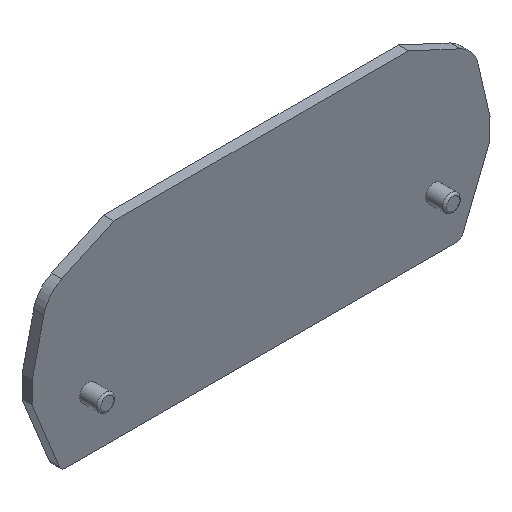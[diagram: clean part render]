
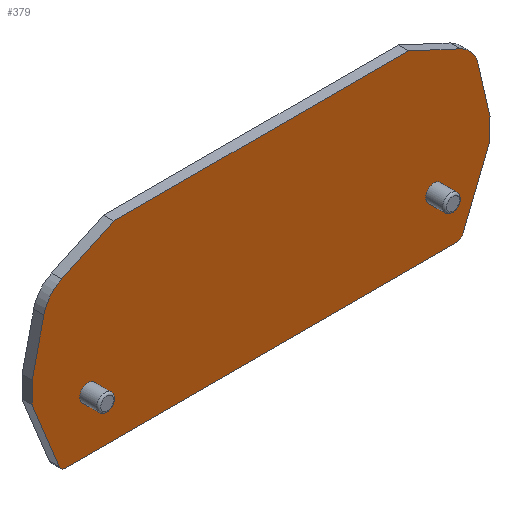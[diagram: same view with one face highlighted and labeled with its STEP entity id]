
A CAD part, isometric view. The second image highlights one B-rep face of the part: STEP entity #379.
In plain terms, the highlighted planar face has unit normal (0, -1, 0).
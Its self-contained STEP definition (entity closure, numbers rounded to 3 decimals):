
#42=LINE('',#560,#76);
#44=LINE('',#564,#78);
#47=LINE('',#572,#81);
#49=LINE('',#576,#83);
#51=LINE('',#580,#85);
#54=LINE('',#588,#88);
#56=LINE('',#592,#90);
#58=LINE('',#596,#92);
#61=LINE('',#604,#95);
#63=LINE('',#610,#97);
#76=VECTOR('',#451,1000.);
#78=VECTOR('',#455,1000.);
#81=VECTOR('',#464,1000.);
#83=VECTOR('',#468,1000.);
#85=VECTOR('',#472,1000.);
#88=VECTOR('',#481,1000.);
#90=VECTOR('',#485,1000.);
#92=VECTOR('',#489,1000.);
#95=VECTOR('',#498,1000.);
#97=VECTOR('',#506,1000.);
#178=ORIENTED_EDGE('',*,*,#213,.F.);
#179=ORIENTED_EDGE('',*,*,#212,.F.);
#180=ORIENTED_EDGE('',*,*,#210,.F.);
#181=ORIENTED_EDGE('',*,*,#235,.F.);
#182=ORIENTED_EDGE('',*,*,#233,.F.);
#183=ORIENTED_EDGE('',*,*,#232,.F.);
#184=ORIENTED_EDGE('',*,*,#229,.F.);
#185=ORIENTED_EDGE('',*,*,#228,.F.);
#186=ORIENTED_EDGE('',*,*,#226,.F.);
#187=ORIENTED_EDGE('',*,*,#224,.F.);
#188=ORIENTED_EDGE('',*,*,#221,.F.);
#189=ORIENTED_EDGE('',*,*,#220,.F.);
#190=ORIENTED_EDGE('',*,*,#218,.F.);
#191=ORIENTED_EDGE('',*,*,#216,.F.);
#192=ORIENTED_EDGE('',*,*,#240,.T.);
#193=ORIENTED_EDGE('',*,*,#241,.T.);
#210=EDGE_CURVE('',#257,#256,#42,.T.);
#212=EDGE_CURVE('',#256,#258,#44,.T.);
#213=EDGE_CURVE('',#258,#259,#280,.T.);
#216=EDGE_CURVE('',#259,#260,#47,.T.);
#218=EDGE_CURVE('',#260,#261,#49,.T.);
#220=EDGE_CURVE('',#261,#262,#51,.T.);
#221=EDGE_CURVE('',#262,#263,#281,.T.);
#224=EDGE_CURVE('',#263,#264,#54,.T.);
#226=EDGE_CURVE('',#264,#265,#56,.T.);
#228=EDGE_CURVE('',#265,#266,#58,.T.);
#229=EDGE_CURVE('',#266,#267,#282,.T.);
#232=EDGE_CURVE('',#267,#268,#61,.T.);
#233=EDGE_CURVE('',#268,#269,#283,.T.);
#235=EDGE_CURVE('',#269,#257,#63,.T.);
#240=EDGE_CURVE('',#274,#274,#286,.T.);
#241=EDGE_CURVE('',#275,#275,#287,.T.);
#256=VERTEX_POINT('',#557);
#257=VERTEX_POINT('',#559);
#258=VERTEX_POINT('',#563);
#259=VERTEX_POINT('',#567);
#260=VERTEX_POINT('',#571);
#261=VERTEX_POINT('',#575);
#262=VERTEX_POINT('',#579);
#263=VERTEX_POINT('',#583);
#264=VERTEX_POINT('',#587);
#265=VERTEX_POINT('',#591);
#266=VERTEX_POINT('',#595);
#267=VERTEX_POINT('',#599);
#268=VERTEX_POINT('',#603);
#269=VERTEX_POINT('',#607);
#274=VERTEX_POINT('',#753);
#275=VERTEX_POINT('',#756);
#280=CIRCLE('',#401,4.8);
#281=CIRCLE('',#406,4.8);
#282=CIRCLE('',#411,1.);
#283=CIRCLE('',#414,1.);
#286=CIRCLE('',#421,1.25);
#287=CIRCLE('',#423,1.25);
#313=EDGE_LOOP('',(#178,#179,#180,#181,#182,#183,#184,#185,#186,#187,#188,
#189,#190,#191));
#314=EDGE_LOOP('',(#192));
#315=EDGE_LOOP('',(#193));
#341=FACE_BOUND('',#313,.T.);
#342=FACE_BOUND('',#314,.T.);
#343=FACE_BOUND('',#315,.T.);
#357=PLANE('',#424);
#379=ADVANCED_FACE('',(#341,#342,#343),#357,.F.);
#401=AXIS2_PLACEMENT_3D('',#566,#458,#459);
#406=AXIS2_PLACEMENT_3D('',#582,#475,#476);
#411=AXIS2_PLACEMENT_3D('',#598,#492,#493);
#414=AXIS2_PLACEMENT_3D('',#606,#501,#502);
#421=AXIS2_PLACEMENT_3D('',#752,#517,#518);
#423=AXIS2_PLACEMENT_3D('',#755,#521,#522);
#424=AXIS2_PLACEMENT_3D('',#757,#523,#524);
#451=DIRECTION('',(0.,0.,1.));
#455=DIRECTION('',(0.225,0.,0.974));
#458=DIRECTION('',(0.,1.,0.));
#459=DIRECTION('',(0.,0.,1.));
#464=DIRECTION('',(0.906,0.,0.423));
#468=DIRECTION('',(1.,0.,0.));
#472=DIRECTION('',(0.906,0.,-0.423));
#475=DIRECTION('',(0.,1.,0.));
#476=DIRECTION('',(0.,0.,1.));
#481=DIRECTION('',(0.225,0.,-0.974));
#485=DIRECTION('',(0.,0.,-1.));
#489=DIRECTION('',(-0.375,0.,-0.927));
#492=DIRECTION('',(0.,1.,0.));
#493=DIRECTION('',(0.,0.,1.));
#498=DIRECTION('',(-1.,0.,0.));
#501=DIRECTION('',(0.,1.,0.));
#502=DIRECTION('',(0.,0.,1.));
#506=DIRECTION('',(-0.375,0.,0.927));
#517=DIRECTION('',(0.,1.,0.));
#518=DIRECTION('',(0.,0.,1.));
#521=DIRECTION('',(0.,1.,0.));
#522=DIRECTION('',(0.,0.,1.));
#523=DIRECTION('',(0.,1.,0.));
#524=DIRECTION('',(0.,0.,1.));
#557=CARTESIAN_POINT('',(-33.75,0.,5.265));
#559=CARTESIAN_POINT('',(-33.75,0.,2.116));
#560=CARTESIAN_POINT('',(-33.75,0.,2.116));
#563=CARTESIAN_POINT('',(-32.017,0.,12.772));
#564=CARTESIAN_POINT('',(-33.75,0.,5.265));
#566=CARTESIAN_POINT('',(-27.34,0.,11.692));
#567=CARTESIAN_POINT('',(-29.369,0.,16.043));
#571=CARTESIAN_POINT('',(-21.74,0.,19.6));
#572=CARTESIAN_POINT('',(-29.369,0.,16.043));
#575=CARTESIAN_POINT('',(21.74,0.,19.6));
#576=CARTESIAN_POINT('',(-21.74,0.,19.6));
#579=CARTESIAN_POINT('',(29.369,0.,16.043));
#580=CARTESIAN_POINT('',(21.74,0.,19.6));
#582=CARTESIAN_POINT('',(27.34,0.,11.692));
#583=CARTESIAN_POINT('',(32.017,0.,12.772));
#587=CARTESIAN_POINT('',(33.75,0.,5.265));
#588=CARTESIAN_POINT('',(32.017,0.,12.772));
#591=CARTESIAN_POINT('',(33.75,0.,2.116));
#592=CARTESIAN_POINT('',(33.75,0.,5.265));
#595=CARTESIAN_POINT('',(29.754,0.,-7.775));
#596=CARTESIAN_POINT('',(33.75,0.,2.116));
#598=CARTESIAN_POINT('',(28.827,0.,-7.4));
#599=CARTESIAN_POINT('',(28.827,0.,-8.4));
#603=CARTESIAN_POINT('',(-28.827,0.,-8.4));
#604=CARTESIAN_POINT('',(28.827,0.,-8.4));
#606=CARTESIAN_POINT('',(-28.827,0.,-7.4));
#607=CARTESIAN_POINT('',(-29.754,0.,-7.775));
#610=CARTESIAN_POINT('',(-29.754,0.,-7.775));
#752=CARTESIAN_POINT('',(25.5,0.,-0.4));
#753=CARTESIAN_POINT('',(25.5,0.,0.85));
#755=CARTESIAN_POINT('',(-25.5,0.,-0.4));
#756=CARTESIAN_POINT('',(-25.5,0.,0.85));
#757=CARTESIAN_POINT('',(-28.827,0.,-7.4));
